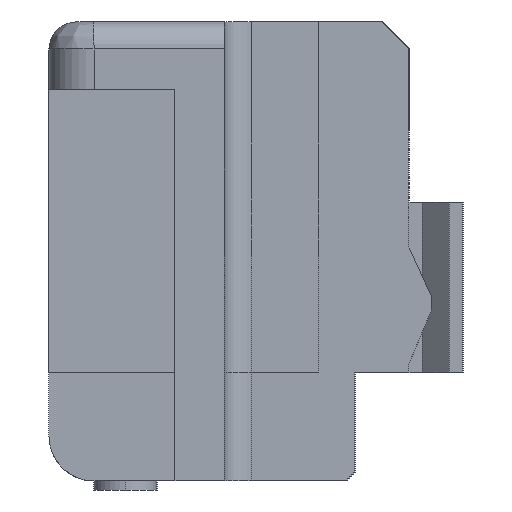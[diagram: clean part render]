
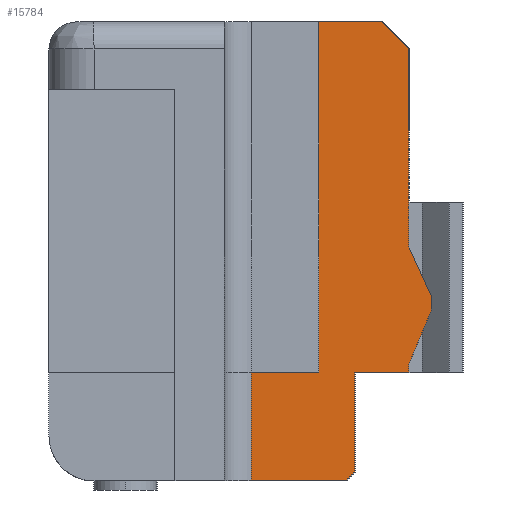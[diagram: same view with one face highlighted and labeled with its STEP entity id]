
A CAD part, left-side view. The second image highlights one B-rep face of the part: STEP entity #15784.
In plain terms, the highlighted planar face has unit normal (-1, 0, 0).
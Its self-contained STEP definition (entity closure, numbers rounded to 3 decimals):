
#218=DIRECTION('',(0.,1.,0.));
#219=VECTOR('',#218,0.7);
#220=CARTESIAN_POINT('',(-11.395,-0.7,0.));
#221=LINE('',#220,#219);
#1337=DIRECTION('',(0.,1.,0.));
#1338=VECTOR('',#1337,1.05);
#1339=CARTESIAN_POINT('',(-11.395,-0.3,-5.1));
#1340=LINE('',#1339,#1338);
#3676=DIRECTION('',(0.,0.,1.));
#3677=VECTOR('',#3676,1.1);
#3678=CARTESIAN_POINT('',(-11.395,-0.4,-5.));
#3679=LINE('',#3678,#3677);
#3680=DIRECTION('',(0.,-0.707,0.707));
#3681=VECTOR('',#3680,0.141);
#3682=CARTESIAN_POINT('',(-11.395,-0.3,-5.1));
#3683=LINE('',#3682,#3681);
#3684=DIRECTION('',(0.,0.,-1.));
#3685=VECTOR('',#3684,1.2);
#3686=CARTESIAN_POINT('',(-11.395,0.75,-3.9));
#3687=LINE('',#3686,#3685);
#3688=DIRECTION('',(0.,-1.,0.));
#3689=VECTOR('',#3688,0.75);
#3690=CARTESIAN_POINT('',(-11.395,0.75,-3.9));
#3691=LINE('',#3690,#3689);
#3692=DIRECTION('',(0.,0.,-1.));
#3693=VECTOR('',#3692,3.9);
#3694=CARTESIAN_POINT('',(-11.395,0.,0.));
#3695=LINE('',#3694,#3693);
#3696=DIRECTION('',(0.,0.707,0.707));
#3697=VECTOR('',#3696,0.424);
#3698=CARTESIAN_POINT('',(-11.395,-1.,-0.3));
#3699=LINE('',#3698,#3697);
#3700=DIRECTION('',(0.,0.,-1.));
#3701=VECTOR('',#3700,2.2);
#3702=CARTESIAN_POINT('',(-11.395,-1.,-0.3));
#3703=LINE('',#3702,#3701);
#3704=DIRECTION('',(0.,-0.414,-0.91));
#3705=VECTOR('',#3704,0.604);
#3706=CARTESIAN_POINT('',(-11.395,-1.,-2.5));
#3707=LINE('',#3706,#3705);
#3708=DIRECTION('',(0.,0.,-1.));
#3709=VECTOR('',#3708,0.15);
#3710=CARTESIAN_POINT('',(-11.395,-1.25,-3.05));
#3711=LINE('',#3710,#3709);
#3712=DIRECTION('',(0.,0.385,-0.923));
#3713=VECTOR('',#3712,0.65);
#3714=CARTESIAN_POINT('',(-11.395,-1.25,-3.2));
#3715=LINE('',#3714,#3713);
#3716=DIRECTION('',(0.,0.,-1.));
#3717=VECTOR('',#3716,0.1);
#3718=CARTESIAN_POINT('',(-11.395,-1.,-3.8));
#3719=LINE('',#3718,#3717);
#3720=DIRECTION('',(0.,1.,0.));
#3721=VECTOR('',#3720,0.6);
#3722=CARTESIAN_POINT('',(-11.395,-1.,-3.9));
#3723=LINE('',#3722,#3721);
#8897=CARTESIAN_POINT('',(-11.395,-1.,-3.9));
#8898=CARTESIAN_POINT('',(-11.395,-0.4,-3.9));
#8899=VERTEX_POINT('',#8897);
#8900=VERTEX_POINT('',#8898);
#8967=CARTESIAN_POINT('',(-11.395,-1.25,-3.05));
#8968=CARTESIAN_POINT('',(-11.395,-1.25,-3.2));
#8969=VERTEX_POINT('',#8967);
#8970=VERTEX_POINT('',#8968);
#8979=CARTESIAN_POINT('',(-11.395,-1.,-2.5));
#8980=VERTEX_POINT('',#8979);
#8981=CARTESIAN_POINT('',(-11.395,-1.,-3.8));
#8982=VERTEX_POINT('',#8981);
#8983=CARTESIAN_POINT('',(-11.395,0.,0.));
#8985=VERTEX_POINT('',#8983);
#8987=CARTESIAN_POINT('',(-11.395,0.,-3.9));
#8988=VERTEX_POINT('',#8987);
#9673=CARTESIAN_POINT('',(-11.395,0.75,-3.9));
#9674=CARTESIAN_POINT('',(-11.395,0.75,-5.1));
#9675=VERTEX_POINT('',#9673);
#9676=VERTEX_POINT('',#9674);
#9746=CARTESIAN_POINT('',(-11.395,-0.4,-5.));
#9748=VERTEX_POINT('',#9746);
#9750=CARTESIAN_POINT('',(-11.395,-0.3,-5.1));
#9752=VERTEX_POINT('',#9750);
#9771=CARTESIAN_POINT('',(-11.395,-0.7,0.));
#9772=VERTEX_POINT('',#9771);
#9781=CARTESIAN_POINT('',(-11.395,-1.,-0.3));
#9782=VERTEX_POINT('',#9781);
#15754=CARTESIAN_POINT('',(-11.395,-1.,0.));
#15755=DIRECTION('',(-1.,0.,0.));
#15756=DIRECTION('',(0.,1.,0.));
#15757=AXIS2_PLACEMENT_3D('',#15754,#15755,#15756);
#15758=PLANE('',#15757);
#15759=ORIENTED_EDGE('',*,*,#13962,.F.);
#15760=ORIENTED_EDGE('',*,*,#14155,.F.);
#15761=ORIENTED_EDGE('',*,*,#12395,.T.);
#15763=ORIENTED_EDGE('',*,*,#15762,.F.);
#15765=ORIENTED_EDGE('',*,*,#15764,.T.);
#15767=ORIENTED_EDGE('',*,*,#15766,.F.);
#15768=ORIENTED_EDGE('',*,*,#11702,.F.);
#15770=ORIENTED_EDGE('',*,*,#15769,.F.);
#15772=ORIENTED_EDGE('',*,*,#15771,.T.);
#15774=ORIENTED_EDGE('',*,*,#15773,.T.);
#15776=ORIENTED_EDGE('',*,*,#15775,.T.);
#15778=ORIENTED_EDGE('',*,*,#15777,.T.);
#15780=ORIENTED_EDGE('',*,*,#15779,.T.);
#15781=ORIENTED_EDGE('',*,*,#14226,.T.);
#15782=EDGE_LOOP('',(#15759,#15760,#15761,#15763,#15765,#15767,#15768,#15770,
#15772,#15774,#15776,#15778,#15780,#15781));
#15783=FACE_OUTER_BOUND('',#15782,.F.);
#15784=ADVANCED_FACE('',(#15783),#15758,.T.);
#11702=EDGE_CURVE('',#9772,#8985,#221,.T.);
#12395=EDGE_CURVE('',#9752,#9676,#1340,.T.);
#13962=EDGE_CURVE('',#9748,#8900,#3679,.T.);
#14155=EDGE_CURVE('',#9752,#9748,#3683,.T.);
#14226=EDGE_CURVE('',#8899,#8900,#3723,.T.);
#15762=EDGE_CURVE('',#9675,#9676,#3687,.T.);
#15764=EDGE_CURVE('',#9675,#8988,#3691,.T.);
#15766=EDGE_CURVE('',#8985,#8988,#3695,.T.);
#15769=EDGE_CURVE('',#9782,#9772,#3699,.T.);
#15771=EDGE_CURVE('',#9782,#8980,#3703,.T.);
#15773=EDGE_CURVE('',#8980,#8969,#3707,.T.);
#15775=EDGE_CURVE('',#8969,#8970,#3711,.T.);
#15777=EDGE_CURVE('',#8970,#8982,#3715,.T.);
#15779=EDGE_CURVE('',#8982,#8899,#3719,.T.);
